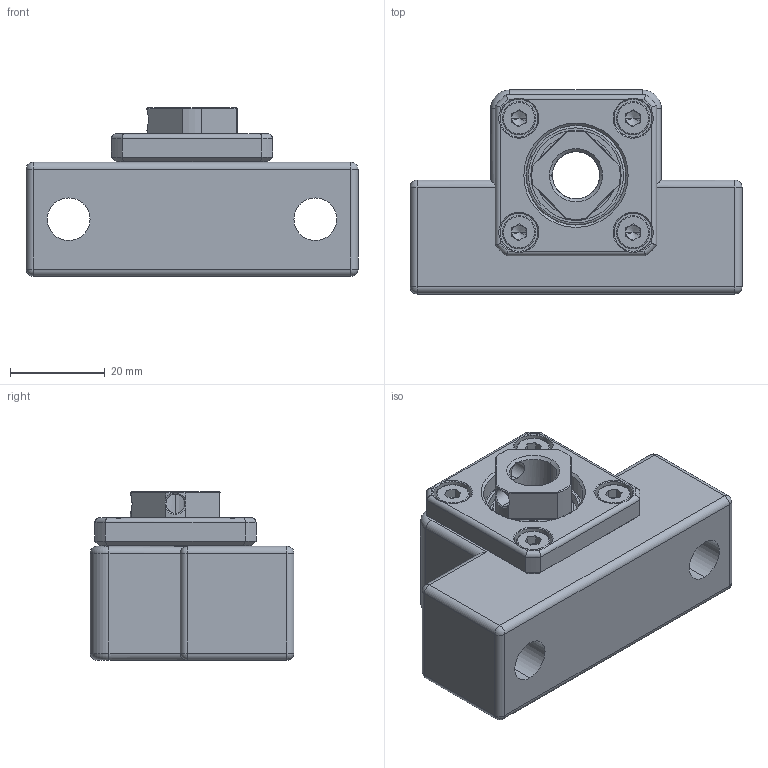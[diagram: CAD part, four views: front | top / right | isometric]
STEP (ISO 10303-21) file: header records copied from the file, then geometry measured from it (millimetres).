
FILE_DESCRIPTION (( 'STEP AP214' ), '1' );
FILE_NAME ('EK10疒玉.STEP', '2018-12-10T05:06:40', ( 'Windows 荤侩磊' ), ( '' ), 'SwSTEP 2.0', 'SolidWorks 2013', '' );
FILE_SCHEMA (( 'AUTOMOTIVE_DESIGN' ));
Length unit declared in the file: millimetre
Products named in the file (8): M4 x 8螺絲; EK10軸承_(銑_); BK10鎖固螺帽(成_); BK.FK.EK10間隔環; BK10軸封; 7000A PO軸承; EK10_體(成_) ; EK10疒玉
Assembly tree (12 placements, depth 2):
  EK10疒玉
    EK10_體(成_) 
    7000A PO軸承  x2
    BK10軸封  x2
    BK.FK.EK10間隔環
    BK10鎖固螺帽(成_)
    EK10軸承_(銑_)
    M4 x 8螺絲  x4
Bounding box: 70 x 43 x 35.5 mm (x, y, z)
Volume: 52999.6 mm3; surface area: 26141 mm2
Topology: 32 solids, 32 shells, 542 faces, 1233 edges, 716 vertices
Faces by surface type: cylinder 153, plane 129, cone 98, torus 90, sphere 44, bspline 28
Entity records: 14879 total; most frequent: CARTESIAN_POINT 6242, DIRECTION 1851, ORIENTED_EDGE 1602, EDGE_CURVE 801, AXIS2_PLACEMENT_3D 786, VERTEX_POINT 471, EDGE_LOOP 420, CIRCLE 414
